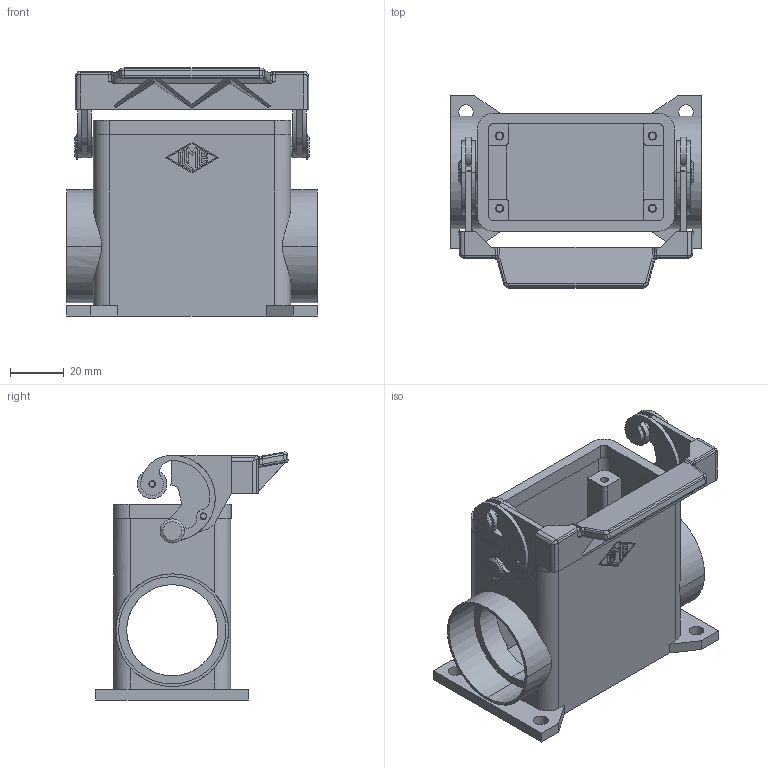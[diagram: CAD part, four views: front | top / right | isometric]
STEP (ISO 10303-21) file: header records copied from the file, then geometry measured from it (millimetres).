
FILE_DESCRIPTION((''),'2;1');
FILE_NAME('MAP 10 L240.stp','2007-01-04T09:46:55',('gembarski'),(''),'Autodesk Inventor 7','Autodesk Inventor 7','');
FILE_SCHEMA(('AUTOMOTIVE_DESIGN { 1 0 10303 214 1 1 1 1 }'));
Length unit declared in the file: millimetre
Products named in the file (1): MAP 10 L240
Bounding box: 93.5 x 71.7 x 92.42 mm (x, y, z)
Volume: 87268.2 mm3; surface area: 54893.2 mm2
Topology: 4 solids, 4 shells, 438 faces, 1166 edges, 760 vertices
Faces by surface type: plane 165, bspline 129, cylinder 126, torus 10, cone 4, sphere 4
Entity records: 16520 total; most frequent: CARTESIAN_POINT 5596, ORIENTED_EDGE 2320, DIRECTION 2258, EDGE_CURVE 1160, AXIS2_PLACEMENT_3D 818, VERTEX_POINT 760, VECTOR 622, LINE 622
